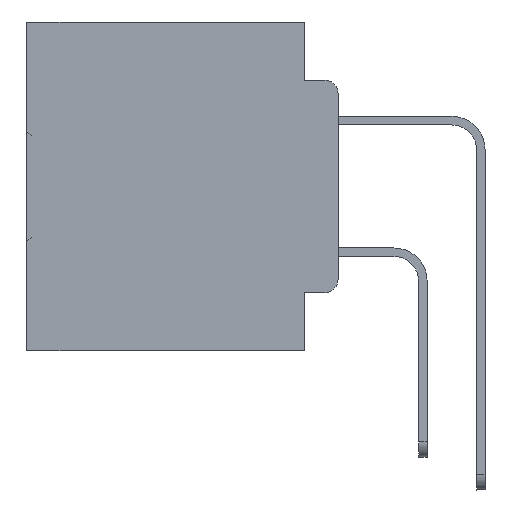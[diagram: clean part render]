
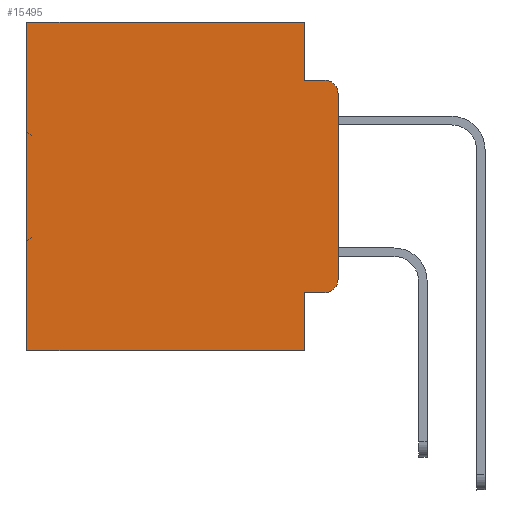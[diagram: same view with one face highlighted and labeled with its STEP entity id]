
A CAD part, left-side view. The second image highlights one B-rep face of the part: STEP entity #15495.
In plain terms, the highlighted planar face has unit normal (-1, 0, 0).
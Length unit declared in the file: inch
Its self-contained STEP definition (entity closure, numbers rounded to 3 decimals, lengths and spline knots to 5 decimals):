
#237 = ORIENTED_EDGE ( 'NONE', *, *, #19434, .F. ) ;
#696 = ORIENTED_EDGE ( 'NONE', *, *, #30912, .F. ) ;
#1246 = VECTOR ( 'NONE', #9124, 39.37008 ) ;
#1385 = EDGE_LOOP ( 'NONE', ( #696, #4306, #22035, #237, #19377, #13141, #24996, #18174, #24604, #8084 ) ) ;
#1513 = VECTOR ( 'NONE', #6260, 39.37008 ) ;
#1838 = VERTEX_POINT ( 'NONE', #9541 ) ;
#2170 = VERTEX_POINT ( 'NONE', #28104 ) ;
#2363 = DIRECTION ( 'NONE',  ( 0., 0., -1. ) ) ;
#2364 = CARTESIAN_POINT ( 'NONE',  ( 0.298, 0., 0. ) ) ;
#2920 = CARTESIAN_POINT ( 'NONE',  ( 0.298, 0.051, -0.4115 ) ) ;
#3254 = VERTEX_POINT ( 'NONE', #19254 ) ;
#3579 = VERTEX_POINT ( 'NONE', #6668 ) ;
#4306 = ORIENTED_EDGE ( 'NONE', *, *, #23329, .T. ) ;
#4641 = CARTESIAN_POINT ( 'NONE',  ( 0.298, 0.02, -0.4115 ) ) ;
#5337 = DIRECTION ( 'NONE',  ( 0., 1., 0. ) ) ;
#5344 = VECTOR ( 'NONE', #6361, 39.37008 ) ;
#6134 = CIRCLE ( 'NONE', #22940, 0.02 ) ;
#6260 = DIRECTION ( 'NONE',  ( 0., 1., 0. ) ) ;
#6288 = EDGE_CURVE ( 'NONE', #18140, #35967, #23900, .T. ) ;
#6361 = DIRECTION ( 'NONE',  ( 0., -1., 0. ) ) ;
#6668 = CARTESIAN_POINT ( 'NONE',  ( 0.298, 0.473, 0. ) ) ;
#7739 = EDGE_CURVE ( 'NONE', #11717, #18449, #6134, .T. ) ;
#8084 = ORIENTED_EDGE ( 'NONE', *, *, #7739, .T. ) ;
#8434 = DIRECTION ( 'NONE',  ( 0., 0., -1. ) ) ;
#8668 = VECTOR ( 'NONE', #17462, 39.37008 ) ;
#8855 = DIRECTION ( 'NONE',  ( 0., -1., 0. ) ) ;
#8987 = VECTOR ( 'NONE', #16695, 39.37008 ) ;
#9124 = DIRECTION ( 'NONE',  ( 0., 0., -1. ) ) ;
#9420 = LINE ( 'NONE', #20116, #31481 ) ;
#9541 = CARTESIAN_POINT ( 'NONE',  ( 0.298, 0., -0.1085 ) ) ;
#9694 = EDGE_CURVE ( 'NONE', #9727, #11717, #24226, .T. ) ;
#9727 = VERTEX_POINT ( 'NONE', #17632 ) ;
#10115 = CARTESIAN_POINT ( 'NONE',  ( 0.298, 0.02, -0.1085 ) ) ;
#10842 = CARTESIAN_POINT ( 'NONE',  ( 0.298, 0.051, 0. ) ) ;
#11244 = FACE_OUTER_BOUND ( 'NONE', #1385, .T. ) ;
#11717 = VERTEX_POINT ( 'NONE', #4641 ) ;
#11742 = CARTESIAN_POINT ( 'NONE',  ( 0.298, 0., -0.3915 ) ) ;
#12244 = CARTESIAN_POINT ( 'NONE',  ( 0.298, 0.051, -0.0885 ) ) ;
#13027 = DIRECTION ( 'NONE',  ( 0., 0., -1. ) ) ;
#13141 = ORIENTED_EDGE ( 'NONE', *, *, #15557, .T. ) ;
#13443 = VECTOR ( 'NONE', #5337, 39.37008 ) ;
#13620 = EDGE_CURVE ( 'NONE', #9727, #18140, #16720, .T. ) ;
#14738 = DIRECTION ( 'NONE',  ( -1., 0., 0. ) ) ;
#15495 = ADVANCED_FACE ( 'NONE', ( #11244 ), #36793, .F. ) ;
#15557 = EDGE_CURVE ( 'NONE', #3579, #35967, #9420, .T. ) ;
#16387 = LINE ( 'NONE', #26008, #8668 ) ;
#16548 = EDGE_CURVE ( 'NONE', #34151, #3579, #28732, .T. ) ;
#16558 = VECTOR ( 'NONE', #8855, 39.37008 ) ;
#16695 = DIRECTION ( 'NONE',  ( 0., 0., -1. ) ) ;
#16720 = LINE ( 'NONE', #10842, #8987 ) ;
#17462 = DIRECTION ( 'NONE',  ( 0., 0., -1. ) ) ;
#17632 = CARTESIAN_POINT ( 'NONE',  ( 0.298, 0.051, -0.4115 ) ) ;
#18140 = VERTEX_POINT ( 'NONE', #24520 ) ;
#18174 = ORIENTED_EDGE ( 'NONE', *, *, #13620, .F. ) ;
#18449 = VERTEX_POINT ( 'NONE', #11742 ) ;
#19254 = CARTESIAN_POINT ( 'NONE',  ( 0.298, 0.051, -0.0885 ) ) ;
#19377 = ORIENTED_EDGE ( 'NONE', *, *, #16548, .T. ) ;
#19434 = EDGE_CURVE ( 'NONE', #34151, #3254, #16387, .T. ) ;
#19868 = DIRECTION ( 'NONE',  ( 1., 0., 0. ) ) ;
#20116 = CARTESIAN_POINT ( 'NONE',  ( 0.298, 0.473, 0. ) ) ;
#21356 = EDGE_CURVE ( 'NONE', #3254, #2170, #28420, .T. ) ;
#22035 = ORIENTED_EDGE ( 'NONE', *, *, #21356, .F. ) ;
#22940 = AXIS2_PLACEMENT_3D ( 'NONE', #31885, #14738, #34700 ) ;
#23329 = EDGE_CURVE ( 'NONE', #1838, #2170, #29963, .T. ) ;
#23900 = LINE ( 'NONE', #26516, #1513 ) ;
#24226 = LINE ( 'NONE', #2920, #16558 ) ;
#24520 = CARTESIAN_POINT ( 'NONE',  ( 0.298, 0.051, -0.5 ) ) ;
#24521 = LINE ( 'NONE', #29266, #1246 ) ;
#24604 = ORIENTED_EDGE ( 'NONE', *, *, #9694, .T. ) ;
#24996 = ORIENTED_EDGE ( 'NONE', *, *, #6288, .F. ) ;
#25616 = CARTESIAN_POINT ( 'NONE',  ( 0.298, 0.473, -0.5 ) ) ;
#26008 = CARTESIAN_POINT ( 'NONE',  ( 0.298, 0.051, 0. ) ) ;
#26516 = CARTESIAN_POINT ( 'NONE',  ( 0.298, 0., -0.5 ) ) ;
#27592 = AXIS2_PLACEMENT_3D ( 'NONE', #31208, #19868, #2363 ) ;
#28104 = CARTESIAN_POINT ( 'NONE',  ( 0.298, 0.02, -0.0885 ) ) ;
#28420 = LINE ( 'NONE', #12244, #5344 ) ;
#28732 = LINE ( 'NONE', #2364, #13443 ) ;
#29266 = CARTESIAN_POINT ( 'NONE',  ( 0.298, 0., 0. ) ) ;
#29963 = CIRCLE ( 'NONE', #30628, 0.02 ) ;
#30226 = DIRECTION ( 'NONE',  ( -1., 0., 0. ) ) ;
#30628 = AXIS2_PLACEMENT_3D ( 'NONE', #10115, #30226, #13027 ) ;
#30912 = EDGE_CURVE ( 'NONE', #1838, #18449, #24521, .T. ) ;
#31208 = CARTESIAN_POINT ( 'NONE',  ( 0.298, 0., 0. ) ) ;
#31481 = VECTOR ( 'NONE', #8434, 39.37008 ) ;
#31885 = CARTESIAN_POINT ( 'NONE',  ( 0.298, 0.02, -0.3915 ) ) ;
#34151 = VERTEX_POINT ( 'NONE', #34516 ) ;
#34516 = CARTESIAN_POINT ( 'NONE',  ( 0.298, 0.051, 0. ) ) ;
#34700 = DIRECTION ( 'NONE',  ( 0., 0., -1. ) ) ;
#35967 = VERTEX_POINT ( 'NONE', #25616 ) ;
#36793 = PLANE ( 'NONE',  #27592 ) ;
